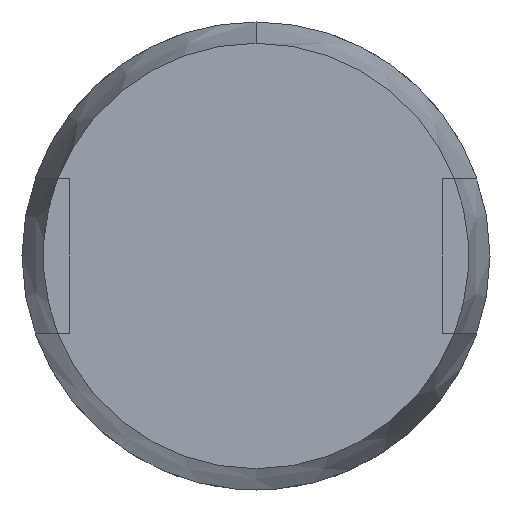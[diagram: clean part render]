
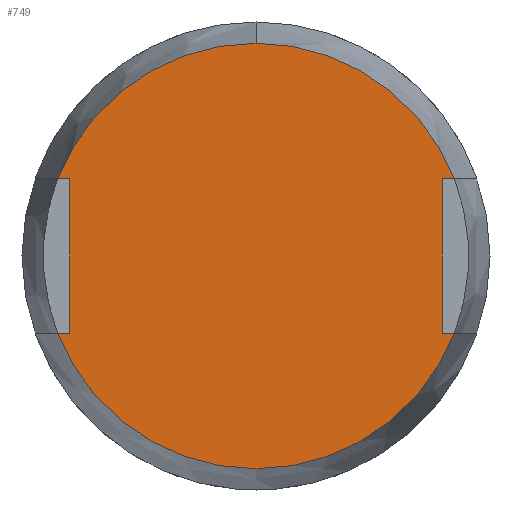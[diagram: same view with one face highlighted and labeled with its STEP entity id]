
A CAD part, front view. The second image highlights one B-rep face of the part: STEP entity #749.
In plain terms, the highlighted planar face has unit normal (0, -1, 0).
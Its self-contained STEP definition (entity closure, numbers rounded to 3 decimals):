
#9 = DIRECTION ( 'NONE',  ( 0., 1., 0. ) ) ;
#14 = VERTEX_POINT ( 'NONE', #946 ) ;
#21 = ORIENTED_EDGE ( 'NONE', *, *, #656, .F. ) ;
#27 = EDGE_CURVE ( 'NONE', #14, #524, #955, .T. ) ;
#43 = EDGE_CURVE ( 'NONE', #67, #657, #1054, .T. ) ;
#67 = VERTEX_POINT ( 'NONE', #772 ) ;
#71 = CARTESIAN_POINT ( 'NONE',  ( 3.5, 0., -1.45 ) ) ;
#88 = EDGE_LOOP ( 'NONE', ( #182, #428, #230, #794, #590, #21, #1064, #685, #651 ) ) ;
#103 = DIRECTION ( 'NONE',  ( 0., 1., 0. ) ) ;
#181 = DIRECTION ( 'NONE',  ( 0., 1., 0. ) ) ;
#182 = ORIENTED_EDGE ( 'NONE', *, *, #580, .F. ) ;
#185 = CARTESIAN_POINT ( 'NONE',  ( 0., 0., 0. ) ) ;
#202 = VECTOR ( 'NONE', #414, 1000. ) ;
#230 = ORIENTED_EDGE ( 'NONE', *, *, #295, .F. ) ;
#255 = CARTESIAN_POINT ( 'NONE',  ( -3.728, 0., 1.45 ) ) ;
#262 = CARTESIAN_POINT ( 'NONE',  ( 0., 0., 0. ) ) ;
#274 = FACE_OUTER_BOUND ( 'NONE', #88, .T. ) ;
#283 = CARTESIAN_POINT ( 'NONE',  ( 0., 0., 0. ) ) ;
#285 = CARTESIAN_POINT ( 'NONE',  ( 3.5, 0., 1.45 ) ) ;
#295 = EDGE_CURVE ( 'NONE', #684, #411, #443, .T. ) ;
#338 = LINE ( 'NONE', #925, #637 ) ;
#351 = EDGE_CURVE ( 'NONE', #524, #845, #908, .T. ) ;
#400 = VECTOR ( 'NONE', #758, 1000. ) ;
#403 = DIRECTION ( 'NONE',  ( -1., 0., 0. ) ) ;
#411 = VERTEX_POINT ( 'NONE', #877 ) ;
#414 = DIRECTION ( 'NONE',  ( 0., 0., 1. ) ) ;
#425 = CARTESIAN_POINT ( 'NONE',  ( -3.5, 0., -1.45 ) ) ;
#428 = ORIENTED_EDGE ( 'NONE', *, *, #1039, .F. ) ;
#429 = PLANE ( 'NONE',  #705 ) ;
#438 = DIRECTION ( 'NONE',  ( 0., 1., 0. ) ) ;
#442 = DIRECTION ( 'NONE',  ( 0., 0., 1. ) ) ;
#443 = CIRCLE ( 'NONE', #1036, 4. ) ;
#448 = CARTESIAN_POINT ( 'NONE',  ( 0., 0., 0. ) ) ;
#463 = CARTESIAN_POINT ( 'NONE',  ( -7.605, 0., 1.45 ) ) ;
#524 = VERTEX_POINT ( 'NONE', #255 ) ;
#525 = CARTESIAN_POINT ( 'NONE',  ( 5.443, 0., -1.45 ) ) ;
#527 = DIRECTION ( 'NONE',  ( 0., 0., 1. ) ) ;
#552 = DIRECTION ( 'NONE',  ( -1., 0., 0. ) ) ;
#571 = CARTESIAN_POINT ( 'NONE',  ( -3.5, 0., 1.45 ) ) ;
#580 = EDGE_CURVE ( 'NONE', #581, #14, #1088, .T. ) ;
#581 = VERTEX_POINT ( 'NONE', #425 ) ;
#590 = ORIENTED_EDGE ( 'NONE', *, *, #43, .F. ) ;
#610 = CARTESIAN_POINT ( 'NONE',  ( 3.728, 0., 1.45 ) ) ;
#630 = CARTESIAN_POINT ( 'NONE',  ( 0., 0., 4. ) ) ;
#637 = VECTOR ( 'NONE', #403, 1000. ) ;
#638 = VECTOR ( 'NONE', #552, 1000. ) ;
#651 = ORIENTED_EDGE ( 'NONE', *, *, #27, .F. ) ;
#656 = EDGE_CURVE ( 'NONE', #750, #67, #338, .T. ) ;
#657 = VERTEX_POINT ( 'NONE', #71 ) ;
#658 = CARTESIAN_POINT ( 'NONE',  ( -7.605, 0., -1.45 ) ) ;
#676 = EDGE_CURVE ( 'NONE', #657, #684, #861, .T. ) ;
#684 = VERTEX_POINT ( 'NONE', #1034 ) ;
#685 = ORIENTED_EDGE ( 'NONE', *, *, #351, .F. ) ;
#705 = AXIS2_PLACEMENT_3D ( 'NONE', #185, #103, #442 ) ;
#718 = EDGE_CURVE ( 'NONE', #845, #750, #850, .T. ) ;
#749 = ADVANCED_FACE ( 'NONE', ( #274 ), #429, .F. ) ;
#750 = VERTEX_POINT ( 'NONE', #610 ) ;
#758 = DIRECTION ( 'NONE',  ( 1., 0., 0. ) ) ;
#772 = CARTESIAN_POINT ( 'NONE',  ( 3.5, 0., 1.45 ) ) ;
#794 = ORIENTED_EDGE ( 'NONE', *, *, #676, .F. ) ;
#826 = AXIS2_PLACEMENT_3D ( 'NONE', #283, #9, #951 ) ;
#833 = AXIS2_PLACEMENT_3D ( 'NONE', #262, #438, #949 ) ;
#845 = VERTEX_POINT ( 'NONE', #630 ) ;
#850 = CIRCLE ( 'NONE', #826, 4. ) ;
#861 = LINE ( 'NONE', #525, #400 ) ;
#877 = CARTESIAN_POINT ( 'NONE',  ( -3.728, 0., -1.45 ) ) ;
#908 = CIRCLE ( 'NONE', #833, 4. ) ;
#925 = CARTESIAN_POINT ( 'NONE',  ( 5.443, 0., 1.45 ) ) ;
#941 = VECTOR ( 'NONE', #999, 1000. ) ;
#946 = CARTESIAN_POINT ( 'NONE',  ( -3.5, 0., 1.45 ) ) ;
#949 = DIRECTION ( 'NONE',  ( 0., 0., 1. ) ) ;
#951 = DIRECTION ( 'NONE',  ( 0., 0., 1. ) ) ;
#955 = LINE ( 'NONE', #463, #638 ) ;
#976 = VECTOR ( 'NONE', #1058, 1000. ) ;
#986 = LINE ( 'NONE', #658, #941 ) ;
#999 = DIRECTION ( 'NONE',  ( 1., 0., 0. ) ) ;
#1034 = CARTESIAN_POINT ( 'NONE',  ( 3.728, 0., -1.45 ) ) ;
#1036 = AXIS2_PLACEMENT_3D ( 'NONE', #448, #181, #527 ) ;
#1039 = EDGE_CURVE ( 'NONE', #411, #581, #986, .T. ) ;
#1054 = LINE ( 'NONE', #285, #976 ) ;
#1058 = DIRECTION ( 'NONE',  ( 0., 0., -1. ) ) ;
#1064 = ORIENTED_EDGE ( 'NONE', *, *, #718, .F. ) ;
#1088 = LINE ( 'NONE', #571, #202 ) ;
